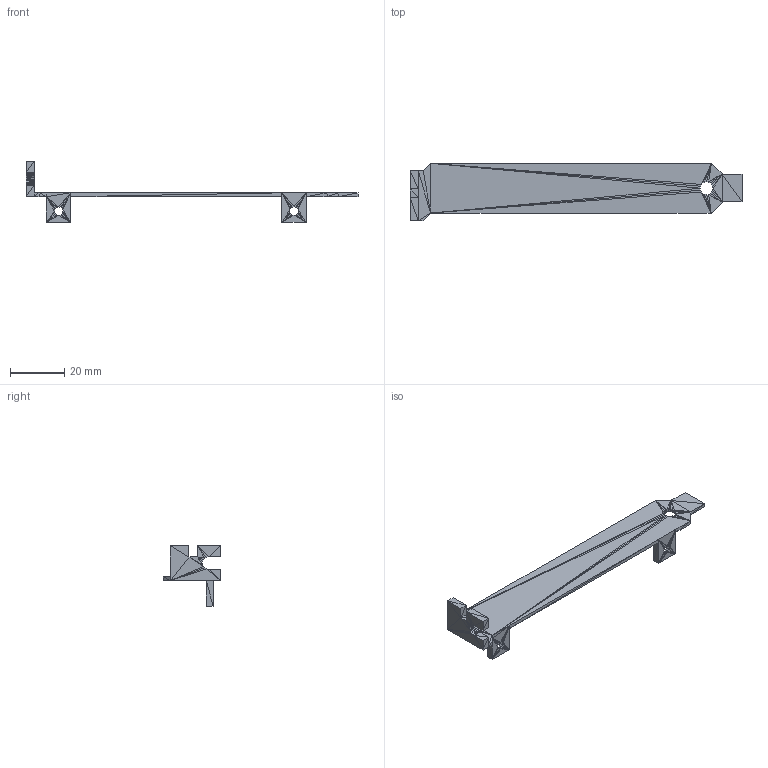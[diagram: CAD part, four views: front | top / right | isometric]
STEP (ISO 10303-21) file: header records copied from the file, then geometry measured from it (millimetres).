
FILE_DESCRIPTION(/* description */ (''),/* implementation_level */ '2;1');
FILE_NAME(/* name */ 'waveblaster-tro-midi-bracket v1.step',/* time_stamp */ '2022-07-24T01:07:49-07:00',/* author */ (''),/* organization */ (''),/* preprocessor_version */ 'ST-DEVELOPER v19',/* originating_system */ 'Autodesk Translation Framework v11.7.0.108',/* authorisation */ '');
FILE_SCHEMA (('AUTOMOTIVE_DESIGN { 1 0 10303 214 3 1 1 }'));
Length unit declared in the file: millimetre
Products named in the file (1): waveblaster-tro-midi-bracket
Bounding box: 122.02 x 21.08 x 22.25 mm (x, y, z)
Volume: 3822 mm3; surface area: 5647.5 mm2
Topology: 1 solids, 1 shells, 591 faces, 889 edges, 294 vertices
Faces by surface type: plane 591
Entity records: 11580 total; most frequent: DIRECTION 2073, ORIENTED_EDGE 1778, CARTESIAN_POINT 1775, LINE 889, VECTOR 889, EDGE_CURVE 889, AXIS2_PLACEMENT_3D 592, FACE_OUTER_BOUND 591
